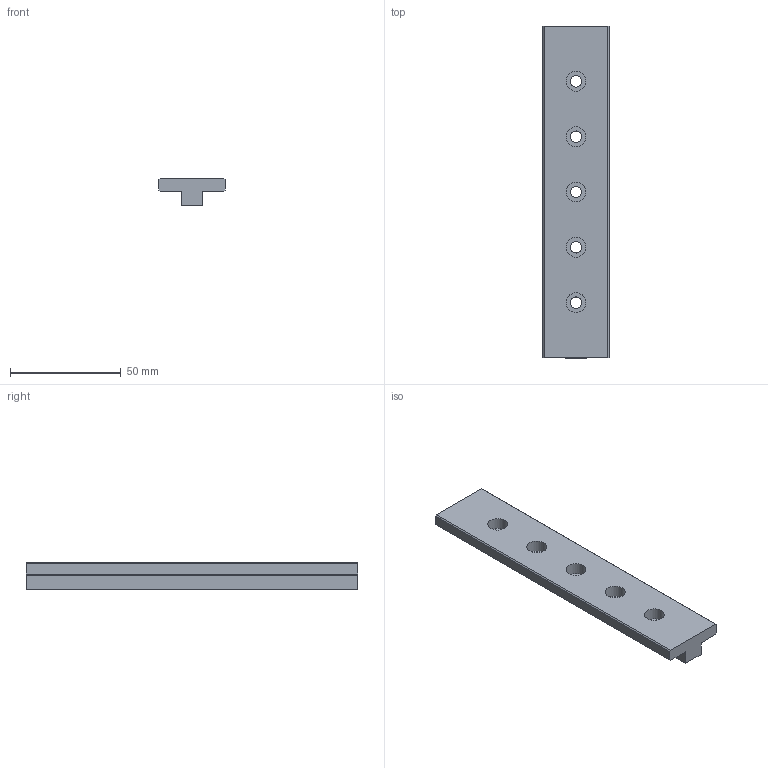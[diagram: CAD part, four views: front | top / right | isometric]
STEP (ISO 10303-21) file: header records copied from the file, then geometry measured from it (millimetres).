
FILE_DESCRIPTION( ( 'Unknown' ), '1' );
FILE_NAME( '560939V-150_T_Schiene.stp', 'Unknown', ( 'Unknown' ), ( 'Unknown' ), 'PSStep 10.1', 'Unknown', ' ' );
FILE_SCHEMA( ( 'AUTOMOTIVE_DESIGN { 1 0 10303 214 1 1 1 1 }' ) );
Length unit declared in the file: millimetre
Products named in the file (1): 1
Bounding box: 29.9 x 150 x 12 mm (x, y, z)
Volume: 32105.3 mm3; surface area: 13951 mm2
Topology: 1 solids, 1 shells, 29 faces, 66 edges, 44 vertices
Faces by surface type: plane 19, cylinder 10
Full cylindrical faces by diameter (mm): 5.2 x5, 9 x5
Entity records: 1038 total; most frequent: DIRECTION 136, CARTESIAN_POINT 130, ORIENTED_EDGE 112, EDGE_CURVE 56, EDGE_LOOP 54, AXIS2_PLACEMENT_3D 50, VERTEX_POINT 44, FACE_OUTER_BOUND 39
